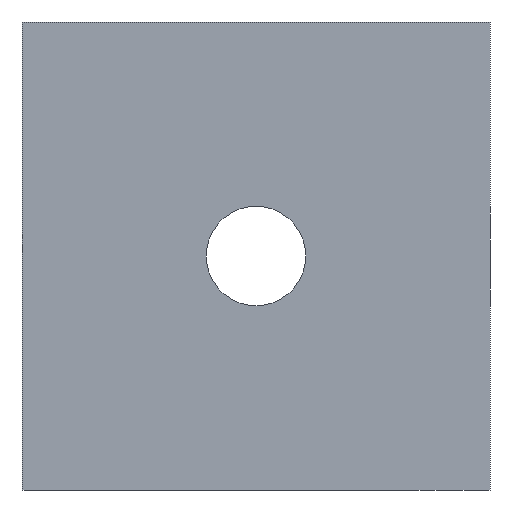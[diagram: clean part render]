
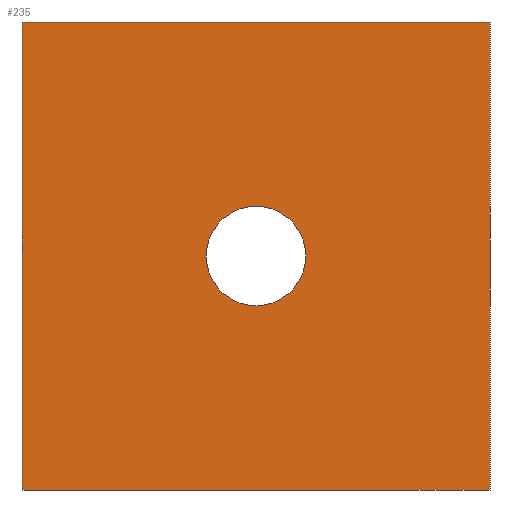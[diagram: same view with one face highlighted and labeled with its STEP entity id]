
A CAD part, left-side view. The second image highlights one B-rep face of the part: STEP entity #235.
In plain terms, the highlighted planar face has unit normal (-1, 0, 0).
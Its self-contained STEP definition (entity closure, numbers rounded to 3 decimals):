
#15=LINE('',#354,#36);
#16=LINE('',#356,#37);
#17=LINE('',#358,#38);
#18=LINE('',#359,#39);
#36=VECTOR('',#287,40.);
#37=VECTOR('',#288,40.);
#38=VECTOR('',#289,40.);
#39=VECTOR('',#290,40.);
#57=PLANE('',#254);
#67=FACE_BOUND('',#89,.T.);
#73=FACE_OUTER_BOUND('',#88,.T.);
#88=EDGE_LOOP('',(#170,#171,#172,#173));
#89=EDGE_LOOP('',(#174));
#104=CIRCLE('',#250,4.25);
#114=VERTEX_POINT('',#344);
#117=VERTEX_POINT('',#352);
#118=VERTEX_POINT('',#353);
#119=VERTEX_POINT('',#355);
#120=VERTEX_POINT('',#357);
#136=EDGE_CURVE('',#114,#114,#104,.T.);
#139=EDGE_CURVE('',#117,#118,#15,.T.);
#140=EDGE_CURVE('',#119,#118,#16,.T.);
#141=EDGE_CURVE('',#120,#119,#17,.T.);
#142=EDGE_CURVE('',#120,#117,#18,.T.);
#170=ORIENTED_EDGE('',*,*,#139,.T.);
#171=ORIENTED_EDGE('',*,*,#140,.F.);
#172=ORIENTED_EDGE('',*,*,#141,.F.);
#173=ORIENTED_EDGE('',*,*,#142,.T.);
#174=ORIENTED_EDGE('',*,*,#136,.F.);
#235=ADVANCED_FACE('',(#73,#67),#57,.F.);
#250=AXIS2_PLACEMENT_3D('',#345,#277,#278);
#254=AXIS2_PLACEMENT_3D('',#351,#285,#286);
#277=DIRECTION('center_axis',(-1.,0.,0.));
#278=DIRECTION('ref_axis',(0.,-1.,0.));
#285=DIRECTION('center_axis',(1.,0.,0.));
#286=DIRECTION('ref_axis',(0.,0.,-1.));
#287=DIRECTION('',(0.,-1.,0.));
#288=DIRECTION('',(0.,0.,-1.));
#289=DIRECTION('',(0.,-1.,0.));
#290=DIRECTION('',(0.,0.,-1.));
#344=CARTESIAN_POINT('',(0.,20.,4.25));
#345=CARTESIAN_POINT('Origin',(0.,20.,0.));
#351=CARTESIAN_POINT('Origin',(0.,-2.,22.));
#352=CARTESIAN_POINT('',(0.,40.,-20.));
#353=CARTESIAN_POINT('',(0.,0.,-20.));
#354=CARTESIAN_POINT('',(0.,40.,-20.));
#355=CARTESIAN_POINT('',(0.,0.,20.));
#356=CARTESIAN_POINT('',(0.,0.,20.));
#357=CARTESIAN_POINT('',(0.,40.,20.));
#358=CARTESIAN_POINT('',(0.,40.,20.));
#359=CARTESIAN_POINT('',(0.,40.,20.));
